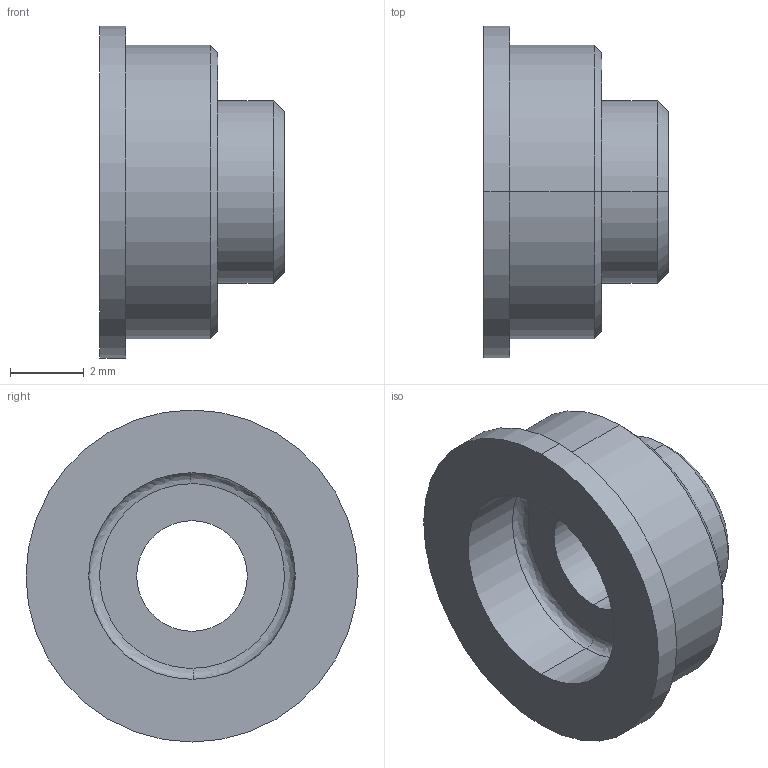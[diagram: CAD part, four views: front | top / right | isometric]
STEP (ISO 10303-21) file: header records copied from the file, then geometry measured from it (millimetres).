
FILE_DESCRIPTION (( 'STEP AP214' ), '1' );
FILE_NAME ('[DRJ-0011] Bushing Set_female.step', '2015-02-11T17:12:00', ( 'Alexandre' ), ( '' ), 'SwSTEP 2.0', 'SolidWorks 2015', '' );
FILE_SCHEMA (( 'AUTOMOTIVE_DESIGN' ));
Length unit declared in the file: millimetre
Products named in the file (1): [DRJ-0011] Bushing Set_female
Bounding box: 5 x 9 x 9 mm (x, y, z)
Volume: 132 mm3; surface area: 278.6 mm2
Topology: 1 solids, 1 shells, 21 faces, 46 edges, 30 vertices
Faces by surface type: cylinder 10, plane 5, cone 4, bspline 2
Entity records: 973 total; most frequent: CARTESIAN_POINT 226, DIRECTION 110, ORIENTED_EDGE 92, AXIS2_PLACEMENT_3D 48, EDGE_CURVE 46, VERTEX_POINT 30, CIRCLE 28, EDGE_LOOP 26
